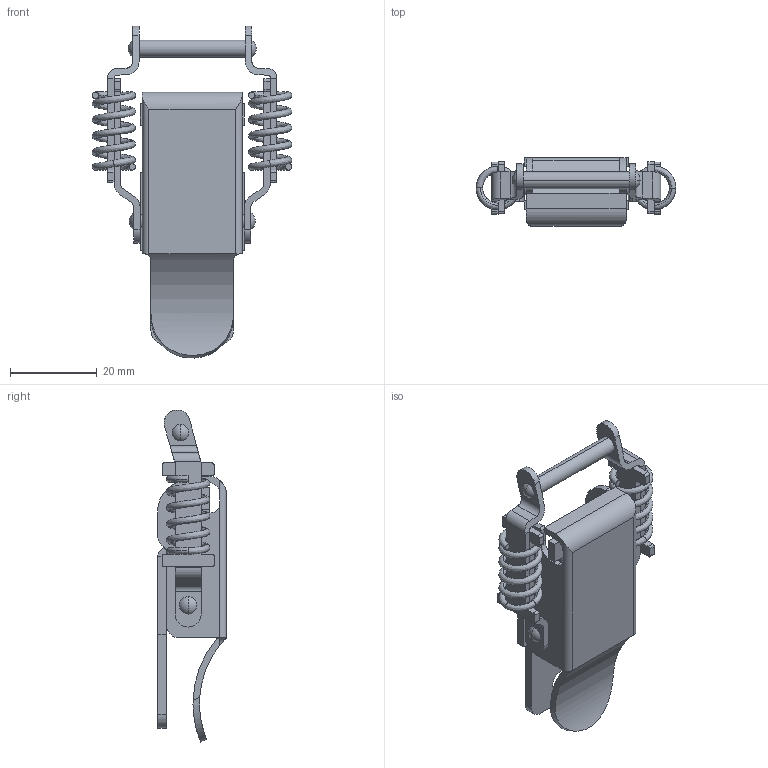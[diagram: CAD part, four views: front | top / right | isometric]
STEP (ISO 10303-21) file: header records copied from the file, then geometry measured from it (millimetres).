
FILE_DESCRIPTION( (''), '2;1');
FILE_NAME ('PC019.69172.TL_207SUS_1_H_32690.stp','2025-04-24T18:30:56',(''),(''),'spGate 19.8.4 (****-****-****-****)','','');
FILE_SCHEMA (('AUTOMOTIVE_DESIGN'));
Length unit declared in the file: millimetre
Products named in the file (6): Assembly; spring; armA; armB; lever; base
Assembly tree (6 placements, depth 2):
  Assembly
    spring  x2
    armA
    armB
    lever
    base
Bounding box: 46 x 15.8 x 76.48 mm (x, y, z)
Volume: 8209.8 mm3; surface area: 12149.9 mm2
Topology: 6 solids, 6 shells, 219 faces, 605 edges, 398 vertices
Faces by surface type: plane 107, cylinder 80, bspline 24, sphere 8
Entity records: 15080 total; most frequent: CARTESIAN_POINT 5493, ORIENTED_EDGE 1118, DIRECTION 1007, COLOUR_RGB 769, PRESENTATION_STYLE_ASSIGNMENT 769, STYLED_ITEM 769, EDGE_CURVE 559, DRAUGHTING_PRE_DEFINED_CURVE_FONT 559
